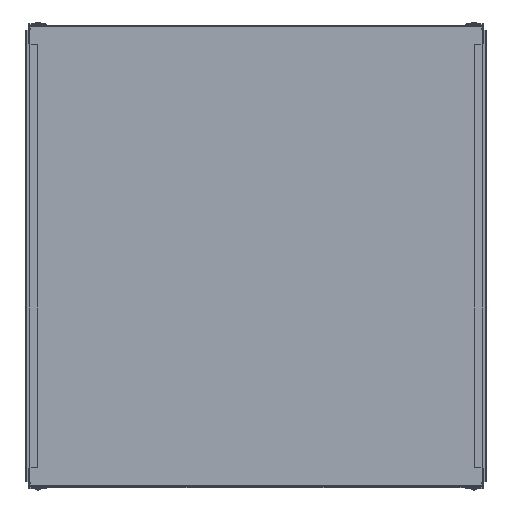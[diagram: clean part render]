
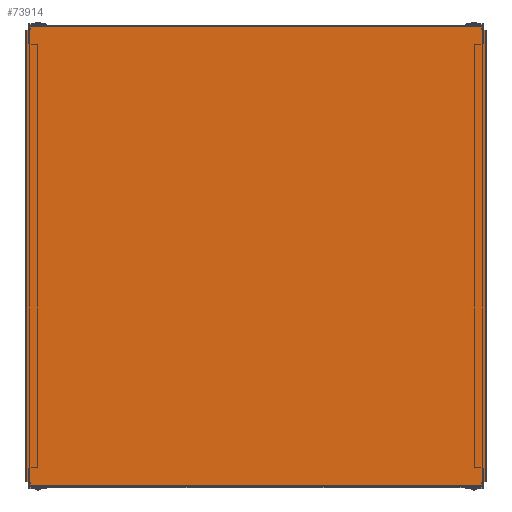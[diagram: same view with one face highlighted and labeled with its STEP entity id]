
A CAD part, top view. The second image highlights one B-rep face of the part: STEP entity #73914.
In plain terms, the highlighted planar face has unit normal (0, 0, 1).
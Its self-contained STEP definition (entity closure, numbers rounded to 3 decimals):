
#149 = LINE ( 'NONE', #87415, #48705 ) ;
#1070 = VERTEX_POINT ( 'NONE', #3645 ) ;
#2375 = CARTESIAN_POINT ( 'NONE',  ( -12.086, 11.899, 17.972 ) ) ;
#2389 = EDGE_CURVE ( 'NONE', #3204, #90231, #57391, .T. ) ;
#2427 = EDGE_CURVE ( 'NONE', #15072, #89874, #149, .T. ) ;
#3204 = VERTEX_POINT ( 'NONE', #5555 ) ;
#3258 = VECTOR ( 'NONE', #37695, 39.37 ) ;
#3375 = ORIENTED_EDGE ( 'NONE', *, *, #13195, .T. ) ;
#3504 = EDGE_CURVE ( 'NONE', #92837, #13315, #72656, .T. ) ;
#3645 = CARTESIAN_POINT ( 'NONE',  ( 12.086, -11.9, 17.972 ) ) ;
#4964 = CARTESIAN_POINT ( 'NONE',  ( -11.904, 11.946, 17.972 ) ) ;
#5555 = CARTESIAN_POINT ( 'NONE',  ( 11.904, 11.946, 17.972 ) ) ;
#5889 = EDGE_CURVE ( 'NONE', #8481, #89874, #28706, .T. ) ;
#6059 = AXIS2_PLACEMENT_3D ( 'NONE', #20895, #7062, #63857 ) ;
#7062 = DIRECTION ( 'NONE',  ( 0., 0., -1. ) ) ;
#8481 = VERTEX_POINT ( 'NONE', #22382 ) ;
#8546 = DIRECTION ( 'NONE',  ( -1., 0., 0. ) ) ;
#8578 = VECTOR ( 'NONE', #31842, 39.37 ) ;
#9545 = LINE ( 'NONE', #60578, #3258 ) ;
#10693 = CARTESIAN_POINT ( 'NONE',  ( -11.951, -11.9, 17.972 ) ) ;
#13195 = EDGE_CURVE ( 'NONE', #8481, #55302, #89567, .T. ) ;
#13315 = VERTEX_POINT ( 'NONE', #94220 ) ;
#13981 = DIRECTION ( 'NONE',  ( 0., 1., 0. ) ) ;
#14011 = VECTOR ( 'NONE', #86648, 39.37 ) ;
#14294 = EDGE_CURVE ( 'NONE', #92837, #1070, #9545, .T. ) ;
#14603 = VECTOR ( 'NONE', #29244, 39.37 ) ;
#15016 = VECTOR ( 'NONE', #55953, 39.37 ) ;
#15072 = VERTEX_POINT ( 'NONE', #76437 ) ;
#16267 = VECTOR ( 'NONE', #27745, 39.37 ) ;
#16593 = CARTESIAN_POINT ( 'NONE',  ( -11.904, -12.166, 17.972 ) ) ;
#16611 = DIRECTION ( 'NONE',  ( 1., 0., 0. ) ) ;
#17289 = CARTESIAN_POINT ( 'NONE',  ( 11.904, -12.166, 17.972 ) ) ;
#18076 = ORIENTED_EDGE ( 'NONE', *, *, #3504, .T. ) ;
#18721 = VERTEX_POINT ( 'NONE', #88559 ) ;
#19335 = DIRECTION ( 'NONE',  ( 0., 0., -1. ) ) ;
#20895 = CARTESIAN_POINT ( 'NONE',  ( -11.951, 11.946, 17.972 ) ) ;
#21085 = LINE ( 'NONE', #35419, #15016 ) ;
#22333 = DIRECTION ( 'NONE',  ( -1., 0., 0. ) ) ;
#22382 = CARTESIAN_POINT ( 'NONE',  ( -12.086, -11.9, 17.972 ) ) ;
#22395 = LINE ( 'NONE', #73902, #66407 ) ;
#24077 = ORIENTED_EDGE ( 'NONE', *, *, #79185, .T. ) ;
#27659 = ORIENTED_EDGE ( 'NONE', *, *, #46059, .T. ) ;
#27745 = DIRECTION ( 'NONE',  ( 1., 0., 0. ) ) ;
#28447 = CARTESIAN_POINT ( 'NONE',  ( -11.904, 12.165, 17.972 ) ) ;
#28706 = LINE ( 'NONE', #37752, #54642 ) ;
#29244 = DIRECTION ( 'NONE',  ( -1., 0., 0. ) ) ;
#29389 = DIRECTION ( 'NONE',  ( 0., 0., -1. ) ) ;
#30093 = ORIENTED_EDGE ( 'NONE', *, *, #90647, .T. ) ;
#31351 = CARTESIAN_POINT ( 'NONE',  ( -12.172, 12.079, 17.972 ) ) ;
#31596 = VERTEX_POINT ( 'NONE', #48778 ) ;
#31842 = DIRECTION ( 'NONE',  ( 0., -1., 0. ) ) ;
#31881 = CARTESIAN_POINT ( 'NONE',  ( 12.086, 11.899, 17.972 ) ) ;
#32126 = CARTESIAN_POINT ( 'NONE',  ( 11.951, -11.9, 17.972 ) ) ;
#34515 = AXIS2_PLACEMENT_3D ( 'NONE', #86644, #29389, #49931 ) ;
#34616 = DIRECTION ( 'NONE',  ( -1., 0., 0. ) ) ;
#34915 = LINE ( 'NONE', #77871, #16267 ) ;
#35419 = CARTESIAN_POINT ( 'NONE',  ( -12.172, 12.079, 17.972 ) ) ;
#35811 = AXIS2_PLACEMENT_3D ( 'NONE', #31351, #87213, #22333 ) ;
#35933 = CARTESIAN_POINT ( 'NONE',  ( -11.904, 12.079, 17.972 ) ) ;
#36211 = ORIENTED_EDGE ( 'NONE', *, *, #83494, .T. ) ;
#36431 = ORIENTED_EDGE ( 'NONE', *, *, #63378, .F. ) ;
#37587 = FACE_OUTER_BOUND ( 'NONE', #47499, .T. ) ;
#37695 = DIRECTION ( 'NONE',  ( 0., -1., 0. ) ) ;
#37752 = CARTESIAN_POINT ( 'NONE',  ( -12.086, 12.079, 17.972 ) ) ;
#38637 = VERTEX_POINT ( 'NONE', #71724 ) ;
#40526 = ORIENTED_EDGE ( 'NONE', *, *, #83830, .T. ) ;
#41934 = ORIENTED_EDGE ( 'NONE', *, *, #2389, .T. ) ;
#42753 = VERTEX_POINT ( 'NONE', #73787 ) ;
#42754 = ORIENTED_EDGE ( 'NONE', *, *, #55550, .F. ) ;
#44890 = ORIENTED_EDGE ( 'NONE', *, *, #84066, .T. ) ;
#46059 = EDGE_CURVE ( 'NONE', #65466, #15072, #47180, .T. ) ;
#47180 = CIRCLE ( 'NONE', #6059, 0.047 ) ;
#47499 = EDGE_LOOP ( 'NONE', ( #87477, #44890, #67022, #18076, #40526, #41934, #42754, #30093, #27659, #71240, #49621, #3375, #24077, #36211, #36431, #92615 ) ) ;
#48705 = VECTOR ( 'NONE', #50713, 39.37 ) ;
#48778 = CARTESIAN_POINT ( 'NONE',  ( 11.904, -12.08, 17.972 ) ) ;
#49414 = CARTESIAN_POINT ( 'NONE',  ( -11.951, -11.946, 17.972 ) ) ;
#49621 = ORIENTED_EDGE ( 'NONE', *, *, #5889, .F. ) ;
#49931 = DIRECTION ( 'NONE',  ( -1., 0., 0. ) ) ;
#50713 = DIRECTION ( 'NONE',  ( -1., 0., 0. ) ) ;
#50746 = VERTEX_POINT ( 'NONE', #32126 ) ;
#51196 = CARTESIAN_POINT ( 'NONE',  ( 12.172, 11.899, 17.972 ) ) ;
#53789 = LINE ( 'NONE', #16593, #8578 ) ;
#54642 = VECTOR ( 'NONE', #86923, 39.37 ) ;
#55175 = DIRECTION ( 'NONE',  ( 0., 0., -1. ) ) ;
#55302 = VERTEX_POINT ( 'NONE', #10693 ) ;
#55550 = EDGE_CURVE ( 'NONE', #73416, #90231, #21085, .T. ) ;
#55953 = DIRECTION ( 'NONE',  ( 1., 0., 0. ) ) ;
#57391 = LINE ( 'NONE', #72166, #76072 ) ;
#58913 = CIRCLE ( 'NONE', #34515, 0.047 ) ;
#60578 = CARTESIAN_POINT ( 'NONE',  ( 12.086, 12.079, 17.972 ) ) ;
#61654 = LINE ( 'NONE', #17289, #73803 ) ;
#62888 = VECTOR ( 'NONE', #16611, 39.37 ) ;
#63378 = EDGE_CURVE ( 'NONE', #31596, #42753, #22395, .T. ) ;
#63857 = DIRECTION ( 'NONE',  ( -1., 0., 0. ) ) ;
#63901 = CARTESIAN_POINT ( 'NONE',  ( 11.904, 12.079, 17.972 ) ) ;
#64719 = LINE ( 'NONE', #28447, #14011 ) ;
#65466 = VERTEX_POINT ( 'NONE', #4964 ) ;
#66407 = VECTOR ( 'NONE', #8546, 39.37 ) ;
#66680 = PLANE ( 'NONE',  #35811 ) ;
#67022 = ORIENTED_EDGE ( 'NONE', *, *, #14294, .F. ) ;
#67090 = EDGE_CURVE ( 'NONE', #18721, #50746, #82192, .T. ) ;
#71240 = ORIENTED_EDGE ( 'NONE', *, *, #2427, .T. ) ;
#71398 = CIRCLE ( 'NONE', #85153, 0.047 ) ;
#71724 = CARTESIAN_POINT ( 'NONE',  ( -11.904, -11.946, 17.972 ) ) ;
#72166 = CARTESIAN_POINT ( 'NONE',  ( 11.904, 12.165, 17.972 ) ) ;
#72656 = LINE ( 'NONE', #51196, #14603 ) ;
#73416 = VERTEX_POINT ( 'NONE', #35933 ) ;
#73629 = EDGE_CURVE ( 'NONE', #31596, #18721, #61654, .T. ) ;
#73787 = CARTESIAN_POINT ( 'NONE',  ( -11.904, -12.08, 17.972 ) ) ;
#73803 = VECTOR ( 'NONE', #90733, 39.37 ) ;
#73902 = CARTESIAN_POINT ( 'NONE',  ( -12.172, -12.08, 17.972 ) ) ;
#73914 = ADVANCED_FACE ( 'NONE', ( #37587 ), #66680, .F. ) ;
#76072 = VECTOR ( 'NONE', #13981, 39.37 ) ;
#76437 = CARTESIAN_POINT ( 'NONE',  ( -11.951, 11.899, 17.972 ) ) ;
#77871 = CARTESIAN_POINT ( 'NONE',  ( -12.172, -11.9, 17.972 ) ) ;
#79185 = EDGE_CURVE ( 'NONE', #55302, #38637, #71398, .T. ) ;
#81947 = CARTESIAN_POINT ( 'NONE',  ( -12.172, -11.9, 17.972 ) ) ;
#82192 = CIRCLE ( 'NONE', #86532, 0.047 ) ;
#83494 = EDGE_CURVE ( 'NONE', #38637, #42753, #53789, .T. ) ;
#83830 = EDGE_CURVE ( 'NONE', #13315, #3204, #58913, .T. ) ;
#84066 = EDGE_CURVE ( 'NONE', #50746, #1070, #34915, .T. ) ;
#85153 = AXIS2_PLACEMENT_3D ( 'NONE', #49414, #55175, #34616 ) ;
#85159 = DIRECTION ( 'NONE',  ( -1., 0., 0. ) ) ;
#86096 = CARTESIAN_POINT ( 'NONE',  ( 11.951, -11.946, 17.972 ) ) ;
#86532 = AXIS2_PLACEMENT_3D ( 'NONE', #86096, #19335, #85159 ) ;
#86644 = CARTESIAN_POINT ( 'NONE',  ( 11.951, 11.946, 17.972 ) ) ;
#86648 = DIRECTION ( 'NONE',  ( 0., -1., 0. ) ) ;
#86923 = DIRECTION ( 'NONE',  ( 0., 1., 0. ) ) ;
#87213 = DIRECTION ( 'NONE',  ( 0., 0., -1. ) ) ;
#87415 = CARTESIAN_POINT ( 'NONE',  ( 12.172, 11.899, 17.972 ) ) ;
#87477 = ORIENTED_EDGE ( 'NONE', *, *, #67090, .T. ) ;
#88559 = CARTESIAN_POINT ( 'NONE',  ( 11.904, -11.946, 17.972 ) ) ;
#89567 = LINE ( 'NONE', #81947, #62888 ) ;
#89874 = VERTEX_POINT ( 'NONE', #2375 ) ;
#90231 = VERTEX_POINT ( 'NONE', #63901 ) ;
#90647 = EDGE_CURVE ( 'NONE', #73416, #65466, #64719, .T. ) ;
#90733 = DIRECTION ( 'NONE',  ( 0., 1., 0. ) ) ;
#92615 = ORIENTED_EDGE ( 'NONE', *, *, #73629, .T. ) ;
#92837 = VERTEX_POINT ( 'NONE', #31881 ) ;
#94220 = CARTESIAN_POINT ( 'NONE',  ( 11.951, 11.899, 17.972 ) ) ;
